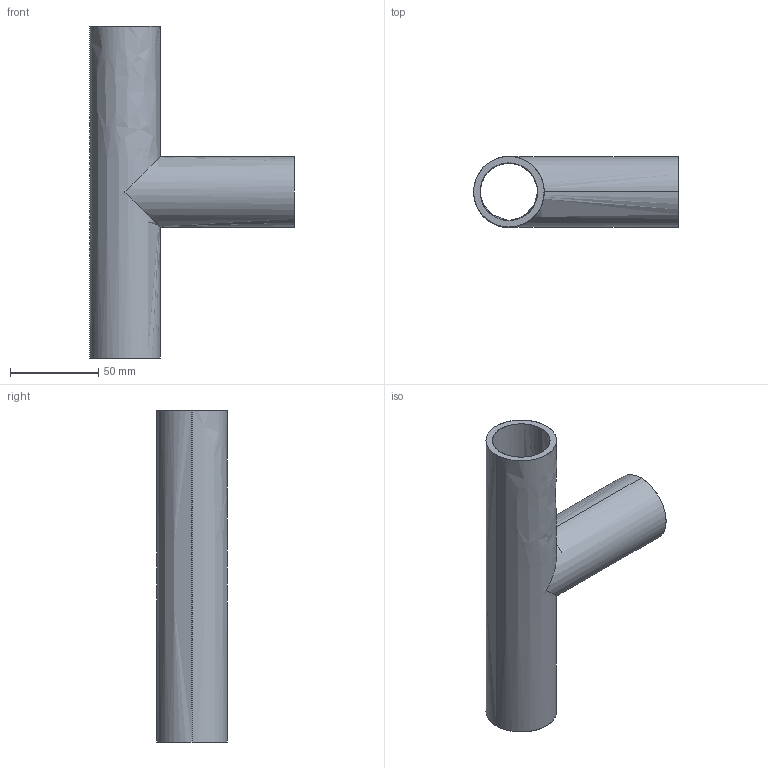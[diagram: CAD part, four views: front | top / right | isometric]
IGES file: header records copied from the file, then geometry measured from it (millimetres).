
Start section: SolidWorks IGES file using analytic representation for surfaces
Global section: file name: Equal Tee 90° SDR11 001 117 0041 0040.igs; native system: SolidWorks 2019; preprocessor: SolidWorks 2019; author: b.celik; date: 191202.170034; units: millimetre
Bounding box: 116 x 40 x 188 mm (x, y, z)
Surface area: 60715 mm2 (no closed solid volume)
Topology: 0 solids, 0 shells, 11 faces, 584 edges, 584 vertices
Faces by surface type: revolution 8, bspline 3
